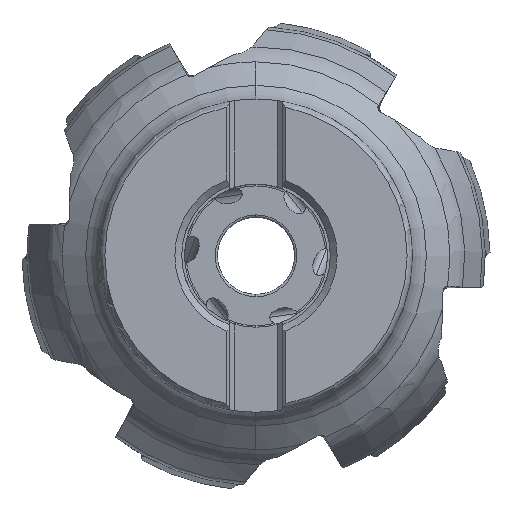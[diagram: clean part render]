
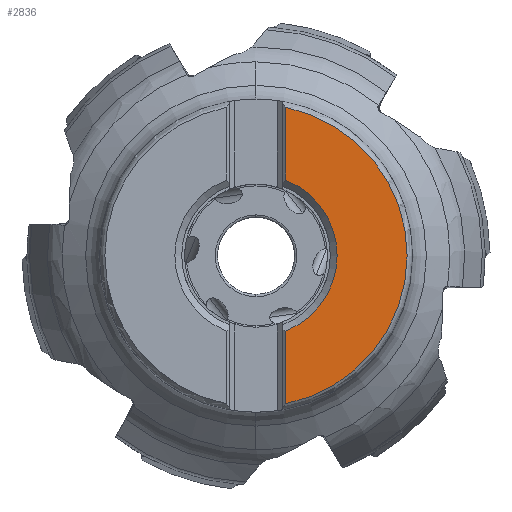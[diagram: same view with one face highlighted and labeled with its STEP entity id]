
A CAD part, top view. The second image highlights one B-rep face of the part: STEP entity #2836.
In plain terms, the highlighted planar face has unit normal (0, 0, 1).
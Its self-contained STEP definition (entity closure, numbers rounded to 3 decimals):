
#334=PLANE('',#15918);
#1285=LINE('',#30019,#1965);
#1286=LINE('',#30023,#1966);
#1965=VECTOR('',#19010,1.);
#1966=VECTOR('',#19013,1.);
#2836=ADVANCED_FACE('',(#3695),#334,.F.);
#3695=FACE_OUTER_BOUND('',#4505,.T.);
#4505=EDGE_LOOP('',(#8633,#8634,#8635,#8636,#8637));
#8633=ORIENTED_EDGE('',*,*,#13325,.F.);
#8634=ORIENTED_EDGE('',*,*,#13324,.F.);
#8635=ORIENTED_EDGE('',*,*,#13326,.T.);
#8636=ORIENTED_EDGE('',*,*,#13327,.F.);
#8637=ORIENTED_EDGE('',*,*,#13328,.T.);
#11304=VERTEX_POINT('',#29993);
#11307=VERTEX_POINT('',#30014);
#11308=VERTEX_POINT('',#30016);
#11309=VERTEX_POINT('',#30020);
#11310=VERTEX_POINT('',#30022);
#13324=EDGE_CURVE('',#11307,#11308,#14417,.T.);
#13325=EDGE_CURVE('',#11308,#11304,#14418,.T.);
#13326=EDGE_CURVE('',#11307,#11309,#1285,.T.);
#13327=EDGE_CURVE('',#11310,#11309,#14419,.T.);
#13328=EDGE_CURVE('',#11310,#11304,#1286,.T.);
#14417=CIRCLE('',#15914,26.834);
#14418=CIRCLE('',#15915,26.834);
#14419=CIRCLE('',#15917,14.4);
#15914=AXIS2_PLACEMENT_3D('',#30015,#19004,#19005);
#15915=AXIS2_PLACEMENT_3D('',#30017,#19006,#19007);
#15917=AXIS2_PLACEMENT_3D('',#30021,#19011,#19012);
#15918=AXIS2_PLACEMENT_3D('',#30024,#19014,#19015);
#19004=DIRECTION('',(0.,0.,-1.));
#19005=DIRECTION('',(0.196,0.981,0.));
#19006=DIRECTION('',(0.,0.,-1.));
#19007=DIRECTION('',(1.,-0.002,0.));
#19010=DIRECTION('',(0.,-1.,0.));
#19011=DIRECTION('',(0.,0.,1.));
#19012=DIRECTION('',(0.365,-0.931,0.));
#19013=DIRECTION('',(0.,-1.,0.));
#19014=DIRECTION('',(0.,0.,-1.));
#19015=DIRECTION('',(0.,1.,0.));
#29993=CARTESIAN_POINT('',(5.262,-26.312,0.));
#30014=CARTESIAN_POINT('',(5.262,26.312,0.));
#30015=CARTESIAN_POINT('',(0.,0.,0.));
#30016=CARTESIAN_POINT('',(26.833,-0.06,0.));
#30017=CARTESIAN_POINT('',(0.,0.,0.));
#30019=CARTESIAN_POINT('',(5.262,26.312,0.));
#30020=CARTESIAN_POINT('',(5.263,13.404,0.));
#30021=CARTESIAN_POINT('',(0.,0.,0.));
#30022=CARTESIAN_POINT('',(5.263,-13.404,0.));
#30023=CARTESIAN_POINT('',(5.263,-13.404,0.));
#30024=CARTESIAN_POINT('',(60.,48.,0.));
